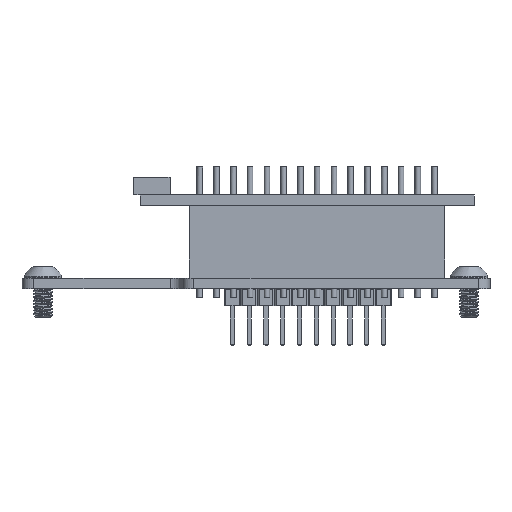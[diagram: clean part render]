
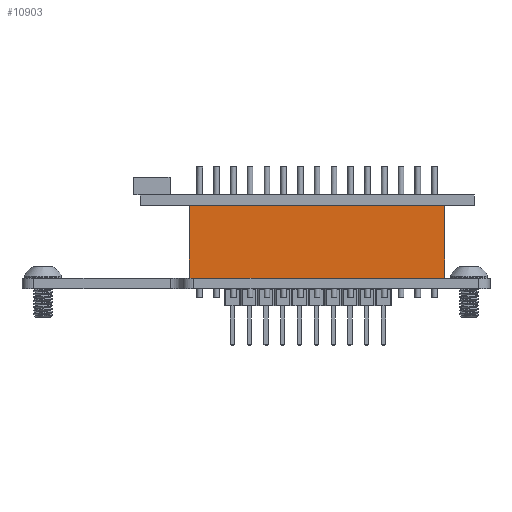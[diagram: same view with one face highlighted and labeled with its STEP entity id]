
A CAD part, left-side view. The second image highlights one B-rep face of the part: STEP entity #10903.
In plain terms, the highlighted free-form (B-spline) face has degree [1, 1] with [2, 2] control points.
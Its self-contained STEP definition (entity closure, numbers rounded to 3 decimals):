
#6972 = B_SPLINE_SURFACE_WITH_KNOTS('',1,1,(
    (#6973,#6974)
    ,(#6975,#6976
    )),.UNSPECIFIED.,.F.,.F.,.F.,(2,2),(2,2),(-1.2,1.2),(-19.35,19.35),
  .PIECEWISE_BEZIER_KNOTS.);
#6973 = CARTESIAN_POINT('',(2.875,4.47,-11.));
#6974 = CARTESIAN_POINT('',(2.875,43.17,-11.));
#6975 = CARTESIAN_POINT('',(0.475,4.47,-11.));
#6976 = CARTESIAN_POINT('',(0.475,43.17,-11.));
#10807 = VERTEX_POINT('',#10808);
#10808 = CARTESIAN_POINT('',(0.475,43.17,0.));
#10814 = B_SPLINE_SURFACE_WITH_KNOTS('',1,1,(
    (#10815,#10816)
    ,(#10817,#10818
    )),.UNSPECIFIED.,.F.,.F.,.F.,(2,2),(2,2),(0.,2.4),(0.,11.),
  .PIECEWISE_BEZIER_KNOTS.);
#10815 = CARTESIAN_POINT('',(0.475,43.17,0.));
#10816 = CARTESIAN_POINT('',(0.475,43.17,-11.));
#10817 = CARTESIAN_POINT('',(2.875,43.17,0.));
#10818 = CARTESIAN_POINT('',(2.875,43.17,-11.));
#10825 = B_SPLINE_SURFACE_WITH_KNOTS('',1,1,(
    (#10826,#10827)
    ,(#10828,#10829
    )),.UNSPECIFIED.,.F.,.F.,.F.,(2,2),(2,2),(-9.3,9.3),(-25.3,25.3),
  .PIECEWISE_BEZIER_KNOTS.);
#10826 = CARTESIAN_POINT('',(0.,0.,0.));
#10827 = CARTESIAN_POINT('',(0.,50.6,0.));
#10828 = CARTESIAN_POINT('',(18.6,0.,0.));
#10829 = CARTESIAN_POINT('',(18.6,50.6,0.));
#10862 = VERTEX_POINT('',#10863);
#10863 = CARTESIAN_POINT('',(0.475,43.17,-11.));
#10881 = EDGE_CURVE('',#10807,#10862,#10882,.T.);
#10882 = SURFACE_CURVE('',#10883,(#10886,#10892),.PCURVE_S1.);
#10883 = B_SPLINE_CURVE_WITH_KNOTS('',1,(#10884,#10885),.UNSPECIFIED.,
  .F.,.F.,(2,2),(0.,11.),.PIECEWISE_BEZIER_KNOTS.);
#10884 = CARTESIAN_POINT('',(0.475,43.17,0.));
#10885 = CARTESIAN_POINT('',(0.475,43.17,-11.));
#10886 = PCURVE('',#10814,#10887);
#10887 = DEFINITIONAL_REPRESENTATION('',(#10888),#10891);
#10888 = B_SPLINE_CURVE_WITH_KNOTS('',1,(#10889,#10890),.UNSPECIFIED.,
  .F.,.F.,(2,2),(0.,11.),.PIECEWISE_BEZIER_KNOTS.);
#10889 = CARTESIAN_POINT('',(0.,0.));
#10890 = CARTESIAN_POINT('',(0.,11.));
#10891 = ( GEOMETRIC_REPRESENTATION_CONTEXT(2) 
PARAMETRIC_REPRESENTATION_CONTEXT() REPRESENTATION_CONTEXT('2D SPACE',''
  ) );
#10892 = PCURVE('',#10893,#10898);
#10893 = B_SPLINE_SURFACE_WITH_KNOTS('',1,1,(
    (#10894,#10895)
    ,(#10896,#10897
    )),.UNSPECIFIED.,.F.,.F.,.F.,(2,2),(2,2),(0.,38.7),(0.,11.),
  .PIECEWISE_BEZIER_KNOTS.);
#10894 = CARTESIAN_POINT('',(0.475,4.47,0.));
#10895 = CARTESIAN_POINT('',(0.475,4.47,-11.));
#10896 = CARTESIAN_POINT('',(0.475,43.17,0.));
#10897 = CARTESIAN_POINT('',(0.475,43.17,-11.));
#10898 = DEFINITIONAL_REPRESENTATION('',(#10899),#10902);
#10899 = B_SPLINE_CURVE_WITH_KNOTS('',1,(#10900,#10901),.UNSPECIFIED.,
  .F.,.F.,(2,2),(0.,11.),.PIECEWISE_BEZIER_KNOTS.);
#10900 = CARTESIAN_POINT('',(38.7,0.));
#10901 = CARTESIAN_POINT('',(38.7,11.));
#10902 = ( GEOMETRIC_REPRESENTATION_CONTEXT(2) 
PARAMETRIC_REPRESENTATION_CONTEXT() REPRESENTATION_CONTEXT('2D SPACE',''
  ) );
#10903 = ADVANCED_FACE('',(#10904),#10893,.T.);
#10904 = FACE_BOUND('',#10905,.T.);
#10905 = EDGE_LOOP('',(#10906,#10926,#10927,#10947));
#10906 = ORIENTED_EDGE('',*,*,#10907,.F.);
#10907 = EDGE_CURVE('',#10807,#10908,#10910,.T.);
#10908 = VERTEX_POINT('',#10909);
#10909 = CARTESIAN_POINT('',(0.475,4.47,0.));
#10910 = SURFACE_CURVE('',#10911,(#10914,#10920),.PCURVE_S1.);
#10911 = B_SPLINE_CURVE_WITH_KNOTS('',1,(#10912,#10913),.UNSPECIFIED.,
  .F.,.F.,(2,2),(-28.285,10.415),.PIECEWISE_BEZIER_KNOTS.);
#10912 = CARTESIAN_POINT('',(0.475,43.17,0.));
#10913 = CARTESIAN_POINT('',(0.475,4.47,0.));
#10914 = PCURVE('',#10893,#10915);
#10915 = DEFINITIONAL_REPRESENTATION('',(#10916),#10919);
#10916 = B_SPLINE_CURVE_WITH_KNOTS('',1,(#10917,#10918),.UNSPECIFIED.,
  .F.,.F.,(2,2),(-28.285,10.415),.PIECEWISE_BEZIER_KNOTS.);
#10917 = CARTESIAN_POINT('',(38.7,0.));
#10918 = CARTESIAN_POINT('',(0.,0.));
#10919 = ( GEOMETRIC_REPRESENTATION_CONTEXT(2) 
PARAMETRIC_REPRESENTATION_CONTEXT() REPRESENTATION_CONTEXT('2D SPACE',''
  ) );
#10920 = PCURVE('',#10825,#10921);
#10921 = DEFINITIONAL_REPRESENTATION('',(#10922),#10925);
#10922 = B_SPLINE_CURVE_WITH_KNOTS('',1,(#10923,#10924),.UNSPECIFIED.,
  .F.,.F.,(2,2),(-28.285,10.415),.PIECEWISE_BEZIER_KNOTS.);
#10923 = CARTESIAN_POINT('',(-8.825,17.87));
#10924 = CARTESIAN_POINT('',(-8.825,-20.83));
#10925 = ( GEOMETRIC_REPRESENTATION_CONTEXT(2) 
PARAMETRIC_REPRESENTATION_CONTEXT() REPRESENTATION_CONTEXT('2D SPACE',''
  ) );
#10926 = ORIENTED_EDGE('',*,*,#10881,.T.);
#10927 = ORIENTED_EDGE('',*,*,#10928,.F.);
#10928 = EDGE_CURVE('',#10929,#10862,#10931,.T.);
#10929 = VERTEX_POINT('',#10930);
#10930 = CARTESIAN_POINT('',(0.475,4.47,-11.));
#10931 = SURFACE_CURVE('',#10932,(#10935,#10941),.PCURVE_S1.);
#10932 = B_SPLINE_CURVE_WITH_KNOTS('',1,(#10933,#10934),.UNSPECIFIED.,
  .F.,.F.,(2,2),(-38.7,0.),.PIECEWISE_BEZIER_KNOTS.);
#10933 = CARTESIAN_POINT('',(0.475,4.47,-11.));
#10934 = CARTESIAN_POINT('',(0.475,43.17,-11.));
#10935 = PCURVE('',#10893,#10936);
#10936 = DEFINITIONAL_REPRESENTATION('',(#10937),#10940);
#10937 = B_SPLINE_CURVE_WITH_KNOTS('',1,(#10938,#10939),.UNSPECIFIED.,
  .F.,.F.,(2,2),(-38.7,0.),.PIECEWISE_BEZIER_KNOTS.);
#10938 = CARTESIAN_POINT('',(0.,11.));
#10939 = CARTESIAN_POINT('',(38.7,11.));
#10940 = ( GEOMETRIC_REPRESENTATION_CONTEXT(2) 
PARAMETRIC_REPRESENTATION_CONTEXT() REPRESENTATION_CONTEXT('2D SPACE',''
  ) );
#10941 = PCURVE('',#6972,#10942);
#10942 = DEFINITIONAL_REPRESENTATION('',(#10943),#10946);
#10943 = B_SPLINE_CURVE_WITH_KNOTS('',1,(#10944,#10945),.UNSPECIFIED.,
  .F.,.F.,(2,2),(-38.7,0.),.PIECEWISE_BEZIER_KNOTS.);
#10944 = CARTESIAN_POINT('',(1.2,-19.35));
#10945 = CARTESIAN_POINT('',(1.2,19.35));
#10946 = ( GEOMETRIC_REPRESENTATION_CONTEXT(2) 
PARAMETRIC_REPRESENTATION_CONTEXT() REPRESENTATION_CONTEXT('2D SPACE',''
  ) );
#10947 = ORIENTED_EDGE('',*,*,#10948,.F.);
#10948 = EDGE_CURVE('',#10908,#10929,#10949,.T.);
#10949 = SURFACE_CURVE('',#10950,(#10953,#10959),.PCURVE_S1.);
#10950 = B_SPLINE_CURVE_WITH_KNOTS('',1,(#10951,#10952),.UNSPECIFIED.,
  .F.,.F.,(2,2),(0.,11.),.PIECEWISE_BEZIER_KNOTS.);
#10951 = CARTESIAN_POINT('',(0.475,4.47,0.));
#10952 = CARTESIAN_POINT('',(0.475,4.47,-11.));
#10953 = PCURVE('',#10893,#10954);
#10954 = DEFINITIONAL_REPRESENTATION('',(#10955),#10958);
#10955 = B_SPLINE_CURVE_WITH_KNOTS('',1,(#10956,#10957),.UNSPECIFIED.,
  .F.,.F.,(2,2),(0.,11.),.PIECEWISE_BEZIER_KNOTS.);
#10956 = CARTESIAN_POINT('',(0.,0.));
#10957 = CARTESIAN_POINT('',(0.,11.));
#10958 = ( GEOMETRIC_REPRESENTATION_CONTEXT(2) 
PARAMETRIC_REPRESENTATION_CONTEXT() REPRESENTATION_CONTEXT('2D SPACE',''
  ) );
#10959 = PCURVE('',#10960,#10965);
#10960 = B_SPLINE_SURFACE_WITH_KNOTS('',1,1,(
    (#10961,#10962)
    ,(#10963,#10964
    )),.UNSPECIFIED.,.F.,.F.,.F.,(2,2),(2,2),(0.,2.4),(0.,11.),
  .PIECEWISE_BEZIER_KNOTS.);
#10961 = CARTESIAN_POINT('',(2.875,4.47,0.));
#10962 = CARTESIAN_POINT('',(2.875,4.47,-11.));
#10963 = CARTESIAN_POINT('',(0.475,4.47,0.));
#10964 = CARTESIAN_POINT('',(0.475,4.47,-11.));
#10965 = DEFINITIONAL_REPRESENTATION('',(#10966),#10969);
#10966 = B_SPLINE_CURVE_WITH_KNOTS('',1,(#10967,#10968),.UNSPECIFIED.,
  .F.,.F.,(2,2),(0.,11.),.PIECEWISE_BEZIER_KNOTS.);
#10967 = CARTESIAN_POINT('',(2.4,0.));
#10968 = CARTESIAN_POINT('',(2.4,11.));
#10969 = ( GEOMETRIC_REPRESENTATION_CONTEXT(2) 
PARAMETRIC_REPRESENTATION_CONTEXT() REPRESENTATION_CONTEXT('2D SPACE',''
  ) );
